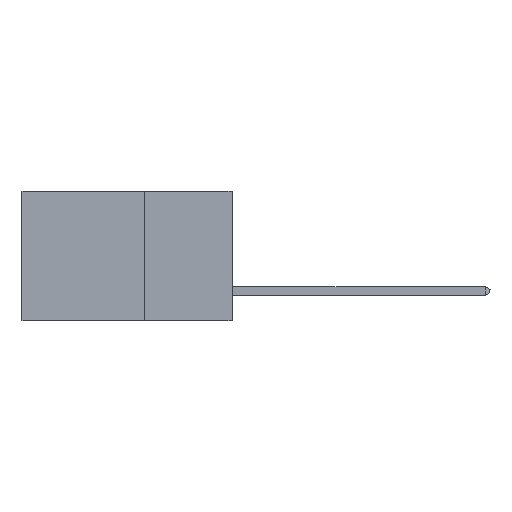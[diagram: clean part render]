
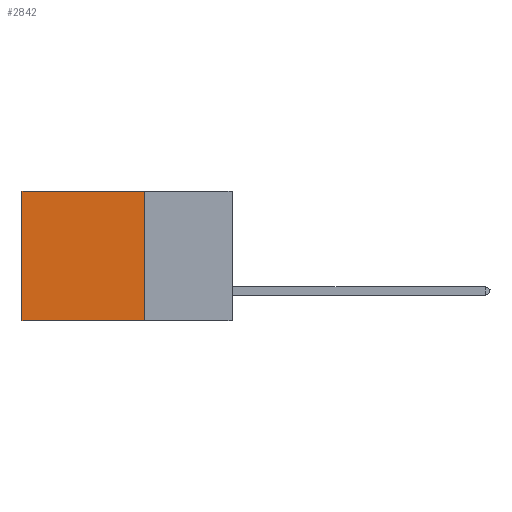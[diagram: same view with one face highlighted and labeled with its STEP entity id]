
A CAD part, left-side view. The second image highlights one B-rep face of the part: STEP entity #2842.
In plain terms, the highlighted planar face has unit normal (-1, 0, 0).
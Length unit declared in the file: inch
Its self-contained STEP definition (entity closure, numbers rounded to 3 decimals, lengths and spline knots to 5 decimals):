
#1137 = VERTEX_POINT ( 'NONE', #18289 ) ;
#1185 = AXIS2_PLACEMENT_3D ( 'NONE', #19631, #11503, #5344 ) ;
#1407 = VECTOR ( 'NONE', #2172, 39.37008 ) ;
#1557 = CARTESIAN_POINT ( 'NONE',  ( 0.2875, 0.6, 0. ) ) ;
#1830 = DIRECTION ( 'NONE',  ( 0., 0., -1. ) ) ;
#2046 = PLANE ( 'NONE',  #1185 ) ;
#2172 = DIRECTION ( 'NONE',  ( 0., 1., 0. ) ) ;
#2304 = ORIENTED_EDGE ( 'NONE', *, *, #15736, .F. ) ;
#2842 = ADVANCED_FACE ( 'NONE', ( #18888 ), #2046, .F. ) ;
#3050 = EDGE_CURVE ( 'NONE', #1137, #14298, #11116, .T. ) ;
#3664 = CARTESIAN_POINT ( 'NONE',  ( 0.2875, 0.25, -0.37 ) ) ;
#5266 = EDGE_LOOP ( 'NONE', ( #14608, #14634, #2304, #8556 ) ) ;
#5344 = DIRECTION ( 'NONE',  ( 0., 0., -1. ) ) ;
#7771 = LINE ( 'NONE', #3664, #1407 ) ;
#8556 = ORIENTED_EDGE ( 'NONE', *, *, #3050, .T. ) ;
#8649 = CARTESIAN_POINT ( 'NONE',  ( 0.2875, 0.25, 0. ) ) ;
#9423 = EDGE_CURVE ( 'NONE', #19334, #9876, #7771, .T. ) ;
#9641 = LINE ( 'NONE', #11205, #17378 ) ;
#9876 = VERTEX_POINT ( 'NONE', #16668 ) ;
#10375 = CARTESIAN_POINT ( 'NONE',  ( 0.2875, 0.6, 0. ) ) ;
#11116 = LINE ( 'NONE', #8649, #16878 ) ;
#11205 = CARTESIAN_POINT ( 'NONE',  ( 0.2875, 0.25, 0. ) ) ;
#11503 = DIRECTION ( 'NONE',  ( 1., 0., 0. ) ) ;
#11539 = EDGE_CURVE ( 'NONE', #14298, #9876, #20486, .T. ) ;
#12752 = DIRECTION ( 'NONE',  ( 0., 0., -1. ) ) ;
#14191 = VECTOR ( 'NONE', #1830, 39.37008 ) ;
#14298 = VERTEX_POINT ( 'NONE', #10375 ) ;
#14608 = ORIENTED_EDGE ( 'NONE', *, *, #11539, .T. ) ;
#14634 = ORIENTED_EDGE ( 'NONE', *, *, #9423, .F. ) ;
#15736 = EDGE_CURVE ( 'NONE', #1137, #19334, #9641, .T. ) ;
#16668 = CARTESIAN_POINT ( 'NONE',  ( 0.2875, 0.6, -0.37 ) ) ;
#16878 = VECTOR ( 'NONE', #20382, 39.37008 ) ;
#17378 = VECTOR ( 'NONE', #12752, 39.37008 ) ;
#18289 = CARTESIAN_POINT ( 'NONE',  ( 0.2875, 0.25, 0. ) ) ;
#18888 = FACE_OUTER_BOUND ( 'NONE', #5266, .T. ) ;
#19334 = VERTEX_POINT ( 'NONE', #19446 ) ;
#19446 = CARTESIAN_POINT ( 'NONE',  ( 0.2875, 0.25, -0.37 ) ) ;
#19631 = CARTESIAN_POINT ( 'NONE',  ( 0.2875, 0.25, 0. ) ) ;
#20382 = DIRECTION ( 'NONE',  ( 0., 1., 0. ) ) ;
#20486 = LINE ( 'NONE', #1557, #14191 ) ;
